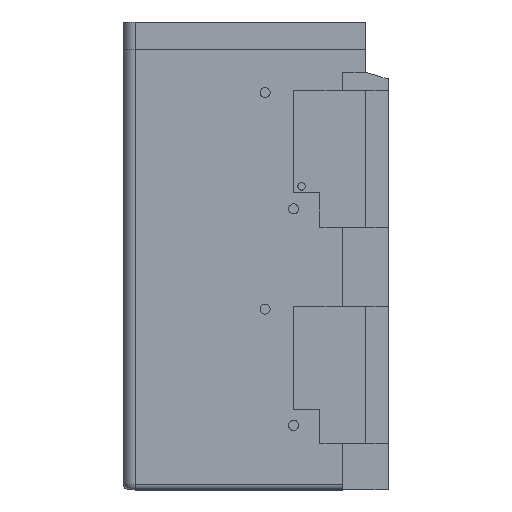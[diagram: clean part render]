
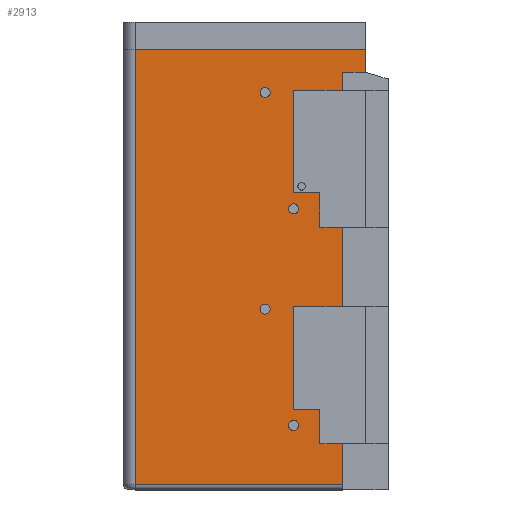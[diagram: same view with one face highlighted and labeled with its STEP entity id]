
A CAD part, top view. The second image highlights one B-rep face of the part: STEP entity #2913.
In plain terms, the highlighted planar face has unit normal (0, 0, 1).
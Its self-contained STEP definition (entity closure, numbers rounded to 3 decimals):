
#328 = VERTEX_POINT('',#329);
#329 = CARTESIAN_POINT('',(53.,96.5,108.5));
#337 = EDGE_CURVE('',#328,#338,#340,.T.);
#338 = VERTEX_POINT('',#339);
#339 = CARTESIAN_POINT('',(53.,86.5,108.5));
#340 = LINE('',#341,#342);
#341 = CARTESIAN_POINT('',(53.,96.5,108.5));
#342 = VECTOR('',#343,1.);
#343 = DIRECTION('',(0.,-1.,0.));
#2887 = EDGE_CURVE('',#338,#2888,#2890,.T.);
#2888 = VERTEX_POINT('',#2889);
#2889 = CARTESIAN_POINT('',(43.,86.5,108.5));
#2890 = LINE('',#2891,#2892);
#2891 = CARTESIAN_POINT('',(53.,86.5,108.5));
#2892 = VECTOR('',#2893,1.);
#2893 = DIRECTION('',(-1.,0.,0.));
#2913 = ADVANCED_FACE('',(#2914,#3060,#3071,#3082,#3093),#3104,.T.);
#2914 = FACE_BOUND('',#2915,.T.);
#2915 = EDGE_LOOP('',(#2916,#2926,#2934,#2942,#2950,#2958,#2966,#2974,
    #2982,#2990,#2998,#3006,#3014,#3022,#3030,#3038,#3046,#3052,#3053,
    #3054));
#2916 = ORIENTED_EDGE('',*,*,#2917,.T.);
#2917 = EDGE_CURVE('',#2918,#2920,#2922,.T.);
#2918 = VERTEX_POINT('',#2919);
#2919 = CARTESIAN_POINT('',(-48.,96.5,108.5));
#2920 = VERTEX_POINT('',#2921);
#2921 = CARTESIAN_POINT('',(-48.,-94.5,108.5));
#2922 = LINE('',#2923,#2924);
#2923 = CARTESIAN_POINT('',(-48.,96.5,108.5));
#2924 = VECTOR('',#2925,1.);
#2925 = DIRECTION('',(0.,-1.,0.));
#2926 = ORIENTED_EDGE('',*,*,#2927,.T.);
#2927 = EDGE_CURVE('',#2920,#2928,#2930,.T.);
#2928 = VERTEX_POINT('',#2929);
#2929 = CARTESIAN_POINT('',(43.,-94.5,108.5));
#2930 = LINE('',#2931,#2932);
#2931 = CARTESIAN_POINT('',(-48.,-94.5,108.5));
#2932 = VECTOR('',#2933,1.);
#2933 = DIRECTION('',(1.,0.,0.));
#2934 = ORIENTED_EDGE('',*,*,#2935,.T.);
#2935 = EDGE_CURVE('',#2928,#2936,#2938,.T.);
#2936 = VERTEX_POINT('',#2937);
#2937 = CARTESIAN_POINT('',(43.,-76.5,108.5));
#2938 = LINE('',#2939,#2940);
#2939 = CARTESIAN_POINT('',(43.,-96.5,108.5));
#2940 = VECTOR('',#2941,1.);
#2941 = DIRECTION('',(0.,1.,0.));
#2942 = ORIENTED_EDGE('',*,*,#2943,.T.);
#2943 = EDGE_CURVE('',#2936,#2944,#2946,.T.);
#2944 = VERTEX_POINT('',#2945);
#2945 = CARTESIAN_POINT('',(33.,-76.5,108.5));
#2946 = LINE('',#2947,#2948);
#2947 = CARTESIAN_POINT('',(73.,-76.5,108.5));
#2948 = VECTOR('',#2949,1.);
#2949 = DIRECTION('',(-1.,0.,-0.));
#2950 = ORIENTED_EDGE('',*,*,#2951,.T.);
#2951 = EDGE_CURVE('',#2944,#2952,#2954,.T.);
#2952 = VERTEX_POINT('',#2953);
#2953 = CARTESIAN_POINT('',(33.,-61.5,108.5));
#2954 = LINE('',#2955,#2956);
#2955 = CARTESIAN_POINT('',(33.,-76.5,108.5));
#2956 = VECTOR('',#2957,1.);
#2957 = DIRECTION('',(0.,1.,0.));
#2958 = ORIENTED_EDGE('',*,*,#2959,.T.);
#2959 = EDGE_CURVE('',#2952,#2960,#2962,.T.);
#2960 = VERTEX_POINT('',#2961);
#2961 = CARTESIAN_POINT('',(21.4,-61.5,108.5));
#2962 = LINE('',#2963,#2964);
#2963 = CARTESIAN_POINT('',(33.,-61.5,108.5));
#2964 = VECTOR('',#2965,1.);
#2965 = DIRECTION('',(-1.,0.,-0.));
#2966 = ORIENTED_EDGE('',*,*,#2967,.T.);
#2967 = EDGE_CURVE('',#2960,#2968,#2970,.T.);
#2968 = VERTEX_POINT('',#2969);
#2969 = CARTESIAN_POINT('',(21.4,-16.5,108.5));
#2970 = LINE('',#2971,#2972);
#2971 = CARTESIAN_POINT('',(21.4,-61.5,108.5));
#2972 = VECTOR('',#2973,1.);
#2973 = DIRECTION('',(0.,1.,0.));
#2974 = ORIENTED_EDGE('',*,*,#2975,.T.);
#2975 = EDGE_CURVE('',#2968,#2976,#2978,.T.);
#2976 = VERTEX_POINT('',#2977);
#2977 = CARTESIAN_POINT('',(33.,-16.5,108.5));
#2978 = LINE('',#2979,#2980);
#2979 = CARTESIAN_POINT('',(21.4,-16.5,108.5));
#2980 = VECTOR('',#2981,1.);
#2981 = DIRECTION('',(1.,0.,0.));
#2982 = ORIENTED_EDGE('',*,*,#2983,.T.);
#2983 = EDGE_CURVE('',#2976,#2984,#2986,.T.);
#2984 = VERTEX_POINT('',#2985);
#2985 = CARTESIAN_POINT('',(43.,-16.5,108.5));
#2986 = LINE('',#2987,#2988);
#2987 = CARTESIAN_POINT('',(33.,-16.5,108.5));
#2988 = VECTOR('',#2989,1.);
#2989 = DIRECTION('',(1.,0.,0.));
#2990 = ORIENTED_EDGE('',*,*,#2991,.T.);
#2991 = EDGE_CURVE('',#2984,#2992,#2994,.T.);
#2992 = VERTEX_POINT('',#2993);
#2993 = CARTESIAN_POINT('',(43.,18.5,108.5));
#2994 = LINE('',#2995,#2996);
#2995 = CARTESIAN_POINT('',(43.,-96.5,108.5));
#2996 = VECTOR('',#2997,1.);
#2997 = DIRECTION('',(0.,1.,0.));
#2998 = ORIENTED_EDGE('',*,*,#2999,.T.);
#2999 = EDGE_CURVE('',#2992,#3000,#3002,.T.);
#3000 = VERTEX_POINT('',#3001);
#3001 = CARTESIAN_POINT('',(33.,18.5,108.5));
#3002 = LINE('',#3003,#3004);
#3003 = CARTESIAN_POINT('',(73.,18.5,108.5));
#3004 = VECTOR('',#3005,1.);
#3005 = DIRECTION('',(-1.,0.,-0.));
#3006 = ORIENTED_EDGE('',*,*,#3007,.T.);
#3007 = EDGE_CURVE('',#3000,#3008,#3010,.T.);
#3008 = VERTEX_POINT('',#3009);
#3009 = CARTESIAN_POINT('',(33.,33.5,108.5));
#3010 = LINE('',#3011,#3012);
#3011 = CARTESIAN_POINT('',(33.,18.5,108.5));
#3012 = VECTOR('',#3013,1.);
#3013 = DIRECTION('',(0.,1.,0.));
#3014 = ORIENTED_EDGE('',*,*,#3015,.T.);
#3015 = EDGE_CURVE('',#3008,#3016,#3018,.T.);
#3016 = VERTEX_POINT('',#3017);
#3017 = CARTESIAN_POINT('',(21.4,33.5,108.5));
#3018 = LINE('',#3019,#3020);
#3019 = CARTESIAN_POINT('',(33.,33.5,108.5));
#3020 = VECTOR('',#3021,1.);
#3021 = DIRECTION('',(-1.,0.,-0.));
#3022 = ORIENTED_EDGE('',*,*,#3023,.T.);
#3023 = EDGE_CURVE('',#3016,#3024,#3026,.T.);
#3024 = VERTEX_POINT('',#3025);
#3025 = CARTESIAN_POINT('',(21.4,78.5,108.5));
#3026 = LINE('',#3027,#3028);
#3027 = CARTESIAN_POINT('',(21.4,33.5,108.5));
#3028 = VECTOR('',#3029,1.);
#3029 = DIRECTION('',(0.,1.,0.));
#3030 = ORIENTED_EDGE('',*,*,#3031,.T.);
#3031 = EDGE_CURVE('',#3024,#3032,#3034,.T.);
#3032 = VERTEX_POINT('',#3033);
#3033 = CARTESIAN_POINT('',(33.,78.5,108.5));
#3034 = LINE('',#3035,#3036);
#3035 = CARTESIAN_POINT('',(21.4,78.5,108.5));
#3036 = VECTOR('',#3037,1.);
#3037 = DIRECTION('',(1.,0.,0.));
#3038 = ORIENTED_EDGE('',*,*,#3039,.T.);
#3039 = EDGE_CURVE('',#3032,#3040,#3042,.T.);
#3040 = VERTEX_POINT('',#3041);
#3041 = CARTESIAN_POINT('',(43.,78.5,108.5));
#3042 = LINE('',#3043,#3044);
#3043 = CARTESIAN_POINT('',(33.,78.5,108.5));
#3044 = VECTOR('',#3045,1.);
#3045 = DIRECTION('',(1.,0.,0.));
#3046 = ORIENTED_EDGE('',*,*,#3047,.T.);
#3047 = EDGE_CURVE('',#3040,#2888,#3048,.T.);
#3048 = LINE('',#3049,#3050);
#3049 = CARTESIAN_POINT('',(43.,-96.5,108.5));
#3050 = VECTOR('',#3051,1.);
#3051 = DIRECTION('',(0.,1.,0.));
#3052 = ORIENTED_EDGE('',*,*,#2887,.F.);
#3053 = ORIENTED_EDGE('',*,*,#337,.F.);
#3054 = ORIENTED_EDGE('',*,*,#3055,.F.);
#3055 = EDGE_CURVE('',#2918,#328,#3056,.T.);
#3056 = LINE('',#3057,#3058);
#3057 = CARTESIAN_POINT('',(-53.,96.5,108.5));
#3058 = VECTOR('',#3059,1.);
#3059 = DIRECTION('',(1.,0.,0.));
#3060 = FACE_BOUND('',#3061,.T.);
#3061 = EDGE_LOOP('',(#3062));
#3062 = ORIENTED_EDGE('',*,*,#3063,.F.);
#3063 = EDGE_CURVE('',#3064,#3064,#3066,.T.);
#3064 = VERTEX_POINT('',#3065);
#3065 = CARTESIAN_POINT('',(11.2,-17.5,108.5));
#3066 = CIRCLE('',#3067,2.2);
#3067 = AXIS2_PLACEMENT_3D('',#3068,#3069,#3070);
#3068 = CARTESIAN_POINT('',(9.,-17.5,108.5));
#3069 = DIRECTION('',(-0.,0.,1.));
#3070 = DIRECTION('',(1.,0.,0.));
#3071 = FACE_BOUND('',#3072,.T.);
#3072 = EDGE_LOOP('',(#3073));
#3073 = ORIENTED_EDGE('',*,*,#3074,.F.);
#3074 = EDGE_CURVE('',#3075,#3075,#3077,.T.);
#3075 = VERTEX_POINT('',#3076);
#3076 = CARTESIAN_POINT('',(23.7,-68.5,108.5));
#3077 = CIRCLE('',#3078,2.2);
#3078 = AXIS2_PLACEMENT_3D('',#3079,#3080,#3081);
#3079 = CARTESIAN_POINT('',(21.5,-68.5,108.5));
#3080 = DIRECTION('',(-0.,0.,1.));
#3081 = DIRECTION('',(1.,0.,0.));
#3082 = FACE_BOUND('',#3083,.T.);
#3083 = EDGE_LOOP('',(#3084));
#3084 = ORIENTED_EDGE('',*,*,#3085,.F.);
#3085 = EDGE_CURVE('',#3086,#3086,#3088,.T.);
#3086 = VERTEX_POINT('',#3087);
#3087 = CARTESIAN_POINT('',(11.2,77.5,108.5));
#3088 = CIRCLE('',#3089,2.2);
#3089 = AXIS2_PLACEMENT_3D('',#3090,#3091,#3092);
#3090 = CARTESIAN_POINT('',(9.,77.5,108.5));
#3091 = DIRECTION('',(-0.,0.,1.));
#3092 = DIRECTION('',(1.,0.,0.));
#3093 = FACE_BOUND('',#3094,.T.);
#3094 = EDGE_LOOP('',(#3095));
#3095 = ORIENTED_EDGE('',*,*,#3096,.F.);
#3096 = EDGE_CURVE('',#3097,#3097,#3099,.T.);
#3097 = VERTEX_POINT('',#3098);
#3098 = CARTESIAN_POINT('',(23.7,26.5,108.5));
#3099 = CIRCLE('',#3100,2.2);
#3100 = AXIS2_PLACEMENT_3D('',#3101,#3102,#3103);
#3101 = CARTESIAN_POINT('',(21.5,26.5,108.5));
#3102 = DIRECTION('',(-0.,0.,1.));
#3103 = DIRECTION('',(1.,0.,0.));
#3104 = PLANE('',#3105);
#3105 = AXIS2_PLACEMENT_3D('',#3106,#3107,#3108);
#3106 = CARTESIAN_POINT('',(-53.,96.5,108.5));
#3107 = DIRECTION('',(0.,0.,1.));
#3108 = DIRECTION('',(1.,0.,0.));
